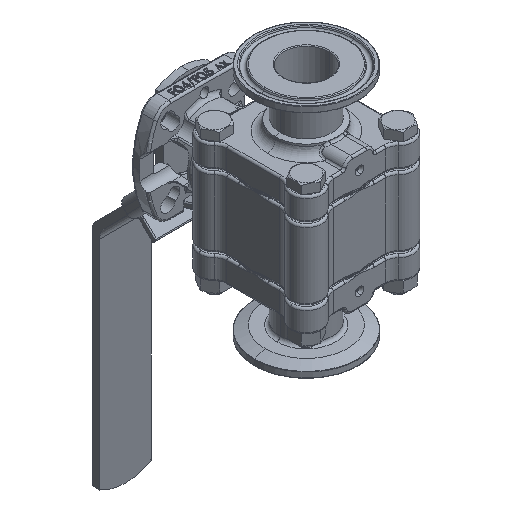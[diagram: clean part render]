
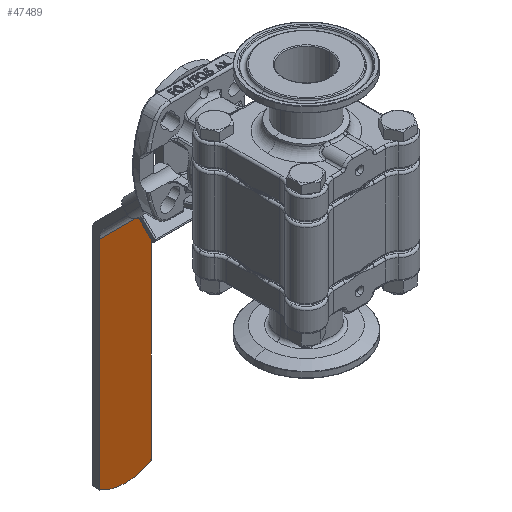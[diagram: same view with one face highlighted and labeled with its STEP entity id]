
A CAD part, isometric view. The second image highlights one B-rep face of the part: STEP entity #47489.
In plain terms, the highlighted planar face has unit normal (0, -1, 0).
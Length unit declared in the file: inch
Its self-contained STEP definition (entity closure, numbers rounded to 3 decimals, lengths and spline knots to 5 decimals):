
#392 = CARTESIAN_POINT ( 'NONE',  ( 0.49213, 3.46063, -2.1344 ) ) ;
#2267 = CARTESIAN_POINT ( 'NONE',  ( 0.49213, 3.46063, -6.41732 ) ) ;
#2354 = CARTESIAN_POINT ( 'NONE',  ( -0.49213, 3.46063, -6.28546 ) ) ;
#6413 = ORIENTED_EDGE ( 'NONE', *, *, #23992, .T. ) ;
#6751 = VECTOR ( 'NONE', #27399, 39.37008 ) ;
#7385 = DIRECTION ( 'NONE',  ( 0., 0., -1. ) ) ;
#9241 = VECTOR ( 'NONE', #7385, 39.37008 ) ;
#10180 = CARTESIAN_POINT ( 'NONE',  ( 0.49213, 3.46063, -6.28546 ) ) ;
#11503 = LINE ( 'NONE', #40826, #6751 ) ;
#14561 = CIRCLE ( 'NONE', #22727, 0.98425 ) ;
#15711 = CARTESIAN_POINT ( 'NONE',  ( 0.49213, 3.46063, -6.41732 ) ) ;
#16346 = VERTEX_POINT ( 'NONE', #38278 ) ;
#17811 = DIRECTION ( 'NONE',  ( 0., 0., 1. ) ) ;
#19990 = VERTEX_POINT ( 'NONE', #10180 ) ;
#20915 = EDGE_CURVE ( 'NONE', #16346, #42664, #11503, .T. ) ;
#21207 = DIRECTION ( 'NONE',  ( -1., 0., 0. ) ) ;
#22727 = AXIS2_PLACEMENT_3D ( 'NONE', #35449, #52597, #17811 ) ;
#23992 = EDGE_CURVE ( 'NONE', #37249, #16346, #28219, .T. ) ;
#24531 = DIRECTION ( 'NONE',  ( 0., 0., -1. ) ) ;
#27399 = DIRECTION ( 'NONE',  ( 0., 0., -1. ) ) ;
#28219 = LINE ( 'NONE', #42984, #44653 ) ;
#31412 = ORIENTED_EDGE ( 'NONE', *, *, #54202, .F. ) ;
#35205 = AXIS2_PLACEMENT_3D ( 'NONE', #15711, #36942, #24531 ) ;
#35449 = CARTESIAN_POINT ( 'NONE',  ( 0., 3.46063, -5.43307 ) ) ;
#36942 = DIRECTION ( 'NONE',  ( 0., 1., 0. ) ) ;
#37249 = VERTEX_POINT ( 'NONE', #392 ) ;
#38278 = CARTESIAN_POINT ( 'NONE',  ( -0.49213, 3.46063, -2.1344 ) ) ;
#40826 = CARTESIAN_POINT ( 'NONE',  ( -0.49213, 3.46063, -6.41732 ) ) ;
#42664 = VERTEX_POINT ( 'NONE', #2354 ) ;
#42984 = CARTESIAN_POINT ( 'NONE',  ( 0.49213, 3.46063, -2.1344 ) ) ;
#43393 = LINE ( 'NONE', #2267, #9241 ) ;
#44653 = VECTOR ( 'NONE', #21207, 39.37008 ) ;
#46299 = PLANE ( 'NONE',  #35205 ) ;
#47489 = ADVANCED_FACE ( 'NONE', ( #56025 ), #46299, .F. ) ;
#50598 = EDGE_LOOP ( 'NONE', ( #56052, #53699, #31412, #6413 ) ) ;
#52597 = DIRECTION ( 'NONE',  ( 0., -1., 0. ) ) ;
#52812 = EDGE_CURVE ( 'NONE', #42664, #19990, #14561, .T. ) ;
#53699 = ORIENTED_EDGE ( 'NONE', *, *, #52812, .T. ) ;
#54202 = EDGE_CURVE ( 'NONE', #37249, #19990, #43393, .T. ) ;
#56025 = FACE_OUTER_BOUND ( 'NONE', #50598, .T. ) ;
#56052 = ORIENTED_EDGE ( 'NONE', *, *, #20915, .T. ) ;
